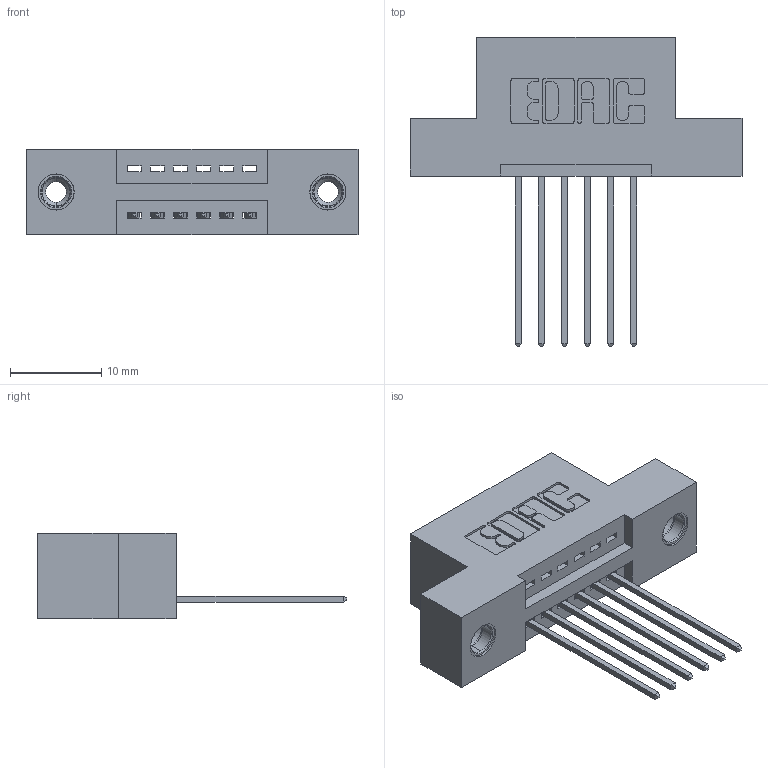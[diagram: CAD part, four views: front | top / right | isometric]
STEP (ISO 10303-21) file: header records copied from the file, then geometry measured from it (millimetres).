
FILE_DESCRIPTION (( 'STEP AP203' ), '1' );
FILE_NAME ('345-006-541-108.STEP', '2018-08-16T23:56:16', ( '' ), ( '' ), 'SwSTEP 2.0', 'SolidWorks 2016', '' );
FILE_SCHEMA (( 'CONFIG_CONTROL_DESIGN' ));
Length unit declared in the file: inch
Products named in the file (4): 345-006-541-108; 345 Part_Flush Mounting Lugs - 0.156 Dia-TI; 345-292-001_345-293-141; 345-250-001_345-250-003-102
Assembly tree (9 placements, depth 2):
  345-006-541-108
    345 Part_Flush Mounting Lugs - 0.156 Dia-TI
    345-292-001_345-293-141  x6
    345-250-001_345-250-003-102  x2
Bounding box: 36.45 x 33.96 x 9.4 mm (x, y, z)
Volume: 3180.3 mm3; surface area: 3872.8 mm2
Topology: 9 solids, 9 shells, 534 faces, 1533 edges, 1006 vertices
Faces by surface type: plane 352, cylinder 166, cone 12, torus 4
Entity records: 10566 total; most frequent: CARTESIAN_POINT 1813, ORIENTED_EDGE 1746, DIRECTION 1663, EDGE_CURVE 873, LINE 697, VECTOR 697, VERTEX_POINT 576, AXIS2_PLACEMENT_3D 483
